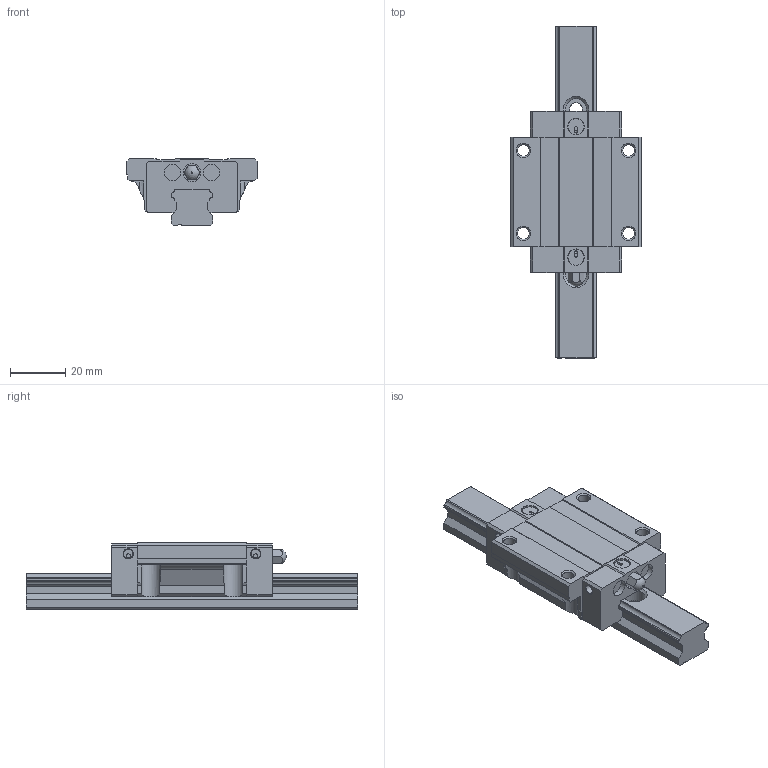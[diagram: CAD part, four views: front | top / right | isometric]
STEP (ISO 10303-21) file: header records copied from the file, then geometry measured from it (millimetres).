
FILE_DESCRIPTION( ( 'Unknown' ), '1' );
FILE_NAME( 'LMG15C.stp', 'Unknown', ( 'Unknown' ), ( 'Unknown' ), 'PSStep 17.0.49', 'Unknown', ' ' );
FILE_SCHEMA( ( 'AUTOMOTIVE_DESIGN { 1 0 10303 214 1 1 1 1 }' ) );
Length unit declared in the file: millimetre
Products named in the file (4): Assem1; LMG15C
Assembly tree (3 placements, depth 2):
  Assem1
    LMG15C
    LMG15C
    LMG15C
Bounding box: 47 x 120 x 24 mm (x, y, z)
Volume: 54061.8 mm3; surface area: 18199.8 mm2
Topology: 3 solids, 3 shells, 260 faces, 691 edges, 457 vertices
Faces by surface type: plane 153, cylinder 84, cone 21, sphere 2
Full cylindrical faces by diameter (mm): 1 x2, 1.5 x4, 3.3 x4, 4 x3, 4.2 x4, 4.5 x2, 5.8 x2, 6 x4, 6.5 x2, 7.5 x2
Entity records: 9872 total; most frequent: DIRECTION 1362, CARTESIAN_POINT 1329, ORIENTED_EDGE 1244, EDGE_CURVE 622, AXIS2_PLACEMENT_3D 476, VERTEX_POINT 443, LINE 410, VECTOR 410
